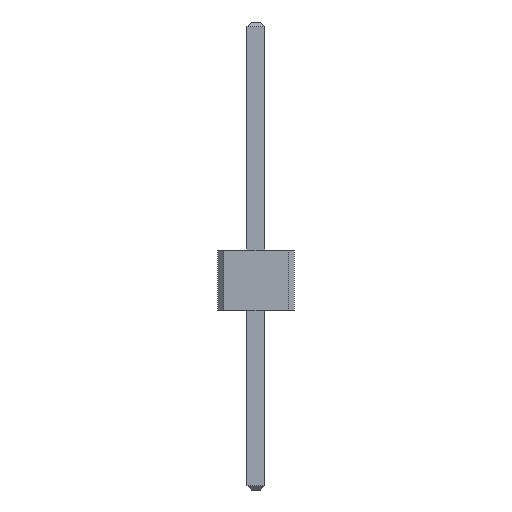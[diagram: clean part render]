
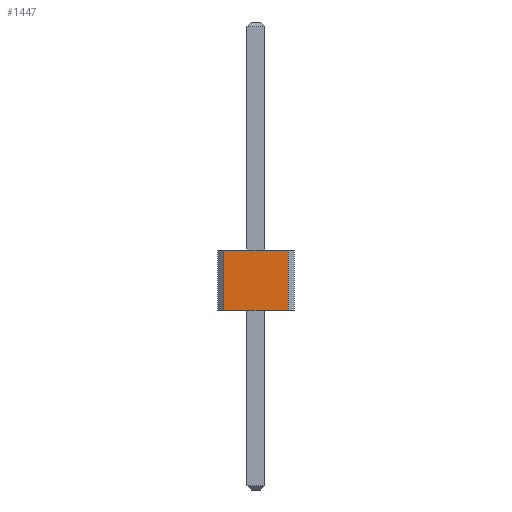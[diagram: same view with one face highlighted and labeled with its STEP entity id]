
A CAD part, front view. The second image highlights one B-rep face of the part: STEP entity #1447.
In plain terms, the highlighted planar face has unit normal (0, -1, 0).
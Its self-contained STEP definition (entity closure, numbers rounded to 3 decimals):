
#13=DIRECTION('',(0.,0.,1.));
#27=VECTOR('',#13,1.);
#89=DIRECTION('',(1.,0.,0.));
#203=VERTEX_POINT('',#204);
#204=CARTESIAN_POINT('',(-0.535,-7.5,0.));
#207=EDGE_CURVE('',#203,#208,#210,.T.);
#208=VERTEX_POINT('',#209);
#209=CARTESIAN_POINT('',(0.535,-7.5,0.));
#210=LINE('',#204,#211);
#211=VECTOR('',#89,1.);
#225=DIRECTION('',(0.,1.,0.));
#660=VERTEX_POINT('',#661);
#661=CARTESIAN_POINT('',(-0.535,-7.5,1.));
#663=ORIENTED_EDGE('',*,*,#664,.T.);
#664=EDGE_CURVE('',#660,#665,#667,.T.);
#665=VERTEX_POINT('',#666);
#666=CARTESIAN_POINT('',(0.535,-7.5,1.));
#667=LINE('',#661,#211);
#1432=EDGE_CURVE('',#203,#660,#1433,.T.);
#1433=LINE('',#204,#27);
#1447=ADVANCED_FACE('',(#1448),#1455,.F.);
#1448=FACE_BOUND('',#1449,.F.);
#1449=EDGE_LOOP('',(#1450,#663,#1451,#1454));
#1450=ORIENTED_EDGE('',*,*,#1432,.T.);
#1451=ORIENTED_EDGE('',*,*,#1452,.F.);
#1452=EDGE_CURVE('',#208,#665,#1453,.T.);
#1453=LINE('',#209,#27);
#1454=ORIENTED_EDGE('',*,*,#207,.F.);
#1455=PLANE('',#1456);
#1456=AXIS2_PLACEMENT_3D('',#204,#225,#89);
